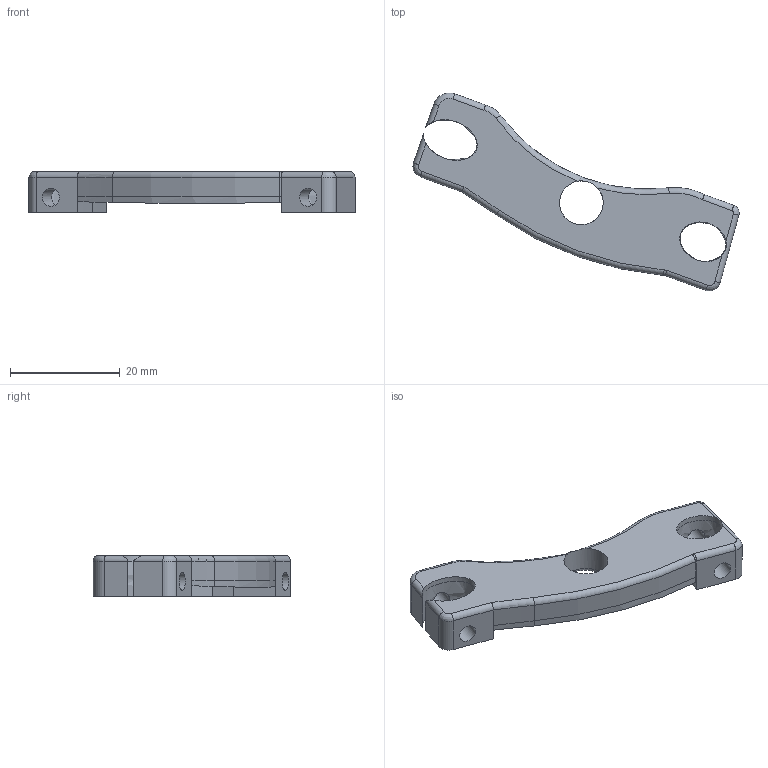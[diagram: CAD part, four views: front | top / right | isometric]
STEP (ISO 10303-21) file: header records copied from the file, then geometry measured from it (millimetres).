
FILE_DESCRIPTION(/* description */ ('','CAx-IF Rec.Pracs.---Representation and Presentation of Product Manufacturing Information (PMI)---4.0---2014-10-13'),/* implementation_level */ '2;1');
FILE_NAME(/* name */ 'Bottom_clip_V4 v11.step',/* time_stamp */ '2024-12-05T12:04:55+01:00',/* author */ (''),/* organization */ (''),/* preprocessor_version */ 'ST-DEVELOPER v20',/* originating_system */ 'Autodesk Translation Framework v13.20.0.188',/* authorisation */ '');
FILE_SCHEMA (('AP242_MANAGED_MODEL_BASED_3D_ENGINEERING_MIM_LF { 1 0 10303 442 1 1 4 }'));
Length unit declared in the file: millimetre
Products named in the file (3): Bottom_clip_V4; Outer; Inner
Assembly tree (2 placements, depth 2):
  Bottom_clip_V4
    Outer
    Inner
Bounding box: 59.52 x 36.12 x 7.45 mm (x, y, z)
Volume: 4240.1 mm3; surface area: 4206.3 mm2
Topology: 2 solids, 2 shells, 66 faces, 175 edges, 110 vertices
Faces by surface type: cylinder 33, plane 19, torus 7, bspline 7
Full cylindrical faces by diameter (mm): 3.3 x4, 8 x2
Entity records: 2556 total; most frequent: CARTESIAN_POINT 778, DIRECTION 369, ORIENTED_EDGE 352, EDGE_CURVE 176, AXIS2_PLACEMENT_3D 147, VERTEX_POINT 110, EDGE_LOOP 77, LINE 75
